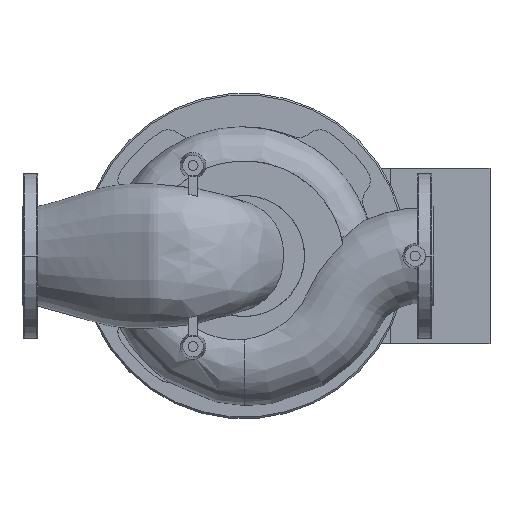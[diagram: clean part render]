
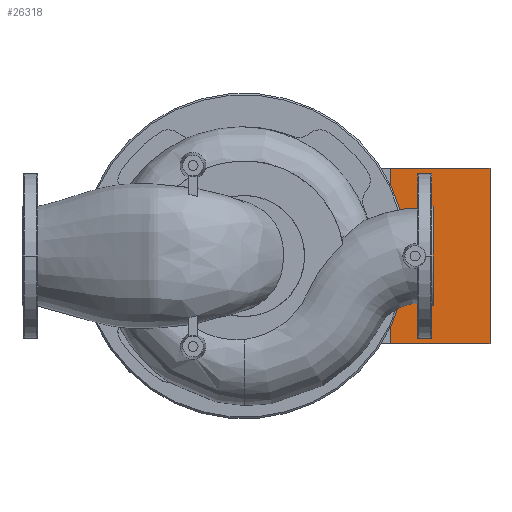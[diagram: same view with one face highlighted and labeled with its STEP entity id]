
A CAD part, front view. The second image highlights one B-rep face of the part: STEP entity #26318.
In plain terms, the highlighted planar face has unit normal (0, -1, 0).
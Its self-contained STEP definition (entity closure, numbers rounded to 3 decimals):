
#26279=CARTESIAN_POINT('',(569.0,329.5,-106.8));
#26280=DIRECTION('',(0.0,-1.0,0.0));
#26281=DIRECTION('',(0.0,0.0,-1.0));
#26282=AXIS2_PLACEMENT_3D('',#26279,#26280,#26281);
#26283=PLANE('',#26282);
#26284=CARTESIAN_POINT('',(569.0,329.5,106.8));
#26285=VERTEX_POINT('',#26284);
#26286=CARTESIAN_POINT('',(448.0,329.5,106.8));
#26287=VERTEX_POINT('',#26286);
#26288=CARTESIAN_POINT('',(569.0,329.5,106.8));
#26289=DIRECTION('',(-1.0,0.0,0.0));
#26290=VECTOR('',#26289,121.0);
#26291=LINE('',#26288,#26290);
#26292=EDGE_CURVE('',#26285,#26287,#26291,.T.);
#26293=ORIENTED_EDGE('',*,*,#26292,.T.);
#26294=CARTESIAN_POINT('',(448.0,329.5,-106.8));
#26295=VERTEX_POINT('',#26294);
#26296=CARTESIAN_POINT('',(448.0,329.5,-106.8));
#26297=DIRECTION('',(0.0,0.0,1.0));
#26298=VECTOR('',#26297,213.6);
#26299=LINE('',#26296,#26298);
#26300=EDGE_CURVE('',#26295,#26287,#26299,.T.);
#26301=ORIENTED_EDGE('',*,*,#26300,.F.);
#26302=CARTESIAN_POINT('',(569.0,329.5,-106.8));
#26303=VERTEX_POINT('',#26302);
#26304=CARTESIAN_POINT('',(569.0,329.5,-106.8));
#26305=DIRECTION('',(-1.0,0.0,0.0));
#26306=VECTOR('',#26305,121.0);
#26307=LINE('',#26304,#26306);
#26308=EDGE_CURVE('',#26303,#26295,#26307,.T.);
#26309=ORIENTED_EDGE('',*,*,#26308,.F.);
#26310=CARTESIAN_POINT('',(569.0,329.5,-106.8));
#26311=DIRECTION('',(0.0,0.0,1.0));
#26312=VECTOR('',#26311,213.6);
#26313=LINE('',#26310,#26312);
#26314=EDGE_CURVE('',#26303,#26285,#26313,.T.);
#26315=ORIENTED_EDGE('',*,*,#26314,.T.);
#26316=EDGE_LOOP('',(#26293,#26301,#26309,#26315));
#26317=FACE_OUTER_BOUND('',#26316,.T.);
#26318=ADVANCED_FACE('',(#26317),#26283,.T.);
